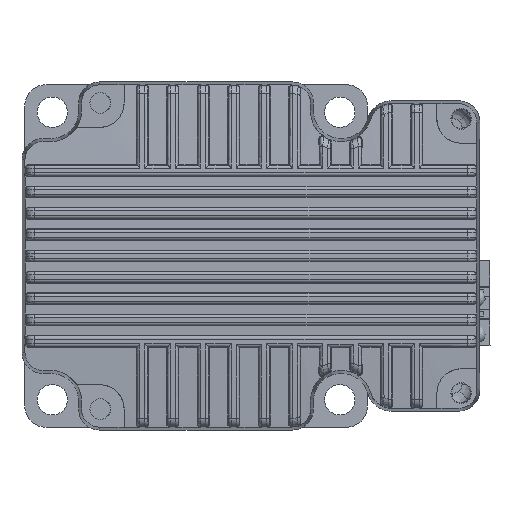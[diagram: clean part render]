
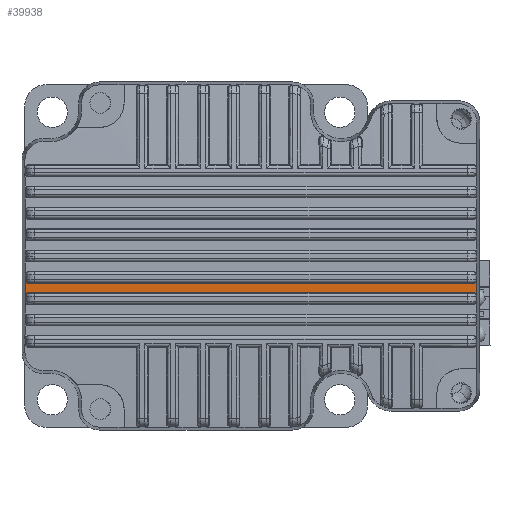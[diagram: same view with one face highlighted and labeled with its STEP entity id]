
A CAD part, front view. The second image highlights one B-rep face of the part: STEP entity #39938.
In plain terms, the highlighted cylindrical face has radius 272.359 mm (diameter 544.717 mm), a partial arc.
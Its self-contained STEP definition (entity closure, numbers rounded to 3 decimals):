
#49 = CARTESIAN_POINT ( 'NONE',  ( 56.886, -108.073, 55.042 ) ) ;
#237 = ORIENTED_EDGE ( 'NONE', *, *, #30963, .T. ) ;
#779 = EDGE_CURVE ( 'NONE', #27605, #19116, #24885, .T. ) ;
#1026 = CARTESIAN_POINT ( 'NONE',  ( 56.886, -108.11, 56.747 ) ) ;
#1080 = VERTEX_POINT ( 'NONE', #39223 ) ;
#1562 = VECTOR ( 'NONE', #31123, 1000. ) ;
#1564 = LINE ( 'NONE', #34268, #10107 ) ;
#2026 = CARTESIAN_POINT ( 'NONE',  ( 56.386, -108.114, 57.1 ) ) ;
#2101 = CARTESIAN_POINT ( 'NONE',  ( -16.711, -108.114, 57.1 ) ) ;
#2183 = CARTESIAN_POINT ( 'NONE',  ( 56.886, -108.076, 55.174 ) ) ;
#2994 = AXIS2_PLACEMENT_3D ( 'NONE', #6830, #3598, #13061 ) ;
#3598 = DIRECTION ( 'NONE',  ( -1., 0., 0. ) ) ;
#4976 = B_SPLINE_CURVE_WITH_KNOTS ( 'NONE', 3,
 ( #12801, #16068, #38680, #19307, #41915, #22610 ),
 .UNSPECIFIED., .F., .F.,
 ( 4, 2, 4 ),
 ( 0., 0., 0.001 ),
 .UNSPECIFIED. ) ;
#5771 = CARTESIAN_POINT ( 'NONE',  ( -16.843, -108.114, 57.1 ) ) ;
#6162 = CARTESIAN_POINT ( 'NONE',  ( -17.211, -108.122, 57.6 ) ) ;
#6830 = CARTESIAN_POINT ( 'NONE',  ( 184.931, 164.208, 61.57 ) ) ;
#9335 = CARTESIAN_POINT ( 'NONE',  ( 56.886, -108.122, 57.6 ) ) ;
#10107 = VECTOR ( 'NONE', #14889, 1000. ) ;
#10418 = B_SPLINE_CURVE_WITH_KNOTS ( 'NONE', 3,
 ( #21400, #34125, #15039, #37646, #18270, #40905 ),
 .UNSPECIFIED., .F., .F.,
 ( 4, 2, 4 ),
 ( 0., 0., 0.001 ),
 .UNSPECIFIED. ) ;
#11916 = CARTESIAN_POINT ( 'NONE',  ( -17.212, -108.073, 55.042 ) ) ;
#12246 = CARTESIAN_POINT ( 'NONE',  ( -17.157, -108.118, 57.339 ) ) ;
#12402 = CARTESIAN_POINT ( 'NONE',  ( -17.211, -108.122, 57.6 ) ) ;
#12801 = CARTESIAN_POINT ( 'NONE',  ( -17.212, -108.073, 55.042 ) ) ;
#13061 = DIRECTION ( 'NONE',  ( 0., 0., 1. ) ) ;
#13994 = CARTESIAN_POINT ( 'NONE',  ( 56.886, -108.122, 57.6 ) ) ;
#14889 = DIRECTION ( 'NONE',  ( -1., 0., 0. ) ) ;
#14957 = CARTESIAN_POINT ( 'NONE',  ( 184.931, -108.084, 55.541 ) ) ;
#15039 = CARTESIAN_POINT ( 'NONE',  ( 56.831, -108.118, 57.339 ) ) ;
#15540 = CARTESIAN_POINT ( 'NONE',  ( -17.211, -108.122, 57.6 ) ) ;
#16068 = CARTESIAN_POINT ( 'NONE',  ( -17.212, -108.076, 55.174 ) ) ;
#16522 = VERTEX_POINT ( 'NONE', #2026 ) ;
#17270 = ORIENTED_EDGE ( 'NONE', *, *, #20880, .T. ) ;
#18257 = CARTESIAN_POINT ( 'NONE',  ( -16.712, -108.084, 55.541 ) ) ;
#18270 = CARTESIAN_POINT ( 'NONE',  ( 56.518, -108.114, 57.1 ) ) ;
#18397 = CARTESIAN_POINT ( 'NONE',  ( 56.648, -108.083, 55.487 ) ) ;
#19116 = VERTEX_POINT ( 'NONE', #49 ) ;
#19307 = CARTESIAN_POINT ( 'NONE',  ( -16.973, -108.083, 55.487 ) ) ;
#19792 = ORIENTED_EDGE ( 'NONE', *, *, #23015, .T. ) ;
#20880 = EDGE_CURVE ( 'NONE', #34736, #1080, #27383, .T. ) ;
#21400 = CARTESIAN_POINT ( 'NONE',  ( 56.886, -108.122, 57.6 ) ) ;
#21674 = CARTESIAN_POINT ( 'NONE',  ( 56.386, -108.084, 55.541 ) ) ;
#22610 = CARTESIAN_POINT ( 'NONE',  ( -16.712, -108.084, 55.541 ) ) ;
#23015 = EDGE_CURVE ( 'NONE', #27605, #16522, #10418, .T. ) ;
#23828 = ORIENTED_EDGE ( 'NONE', *, *, #32322, .F. ) ;
#24226 = ORIENTED_EDGE ( 'NONE', *, *, #779, .F. ) ;
#24836 = CARTESIAN_POINT ( 'NONE',  ( 56.886, -108.073, 55.042 ) ) ;
#24885 =( BOUNDED_CURVE ( )  B_SPLINE_CURVE ( 3, ( #13994, #1026, #39721, #36578 ),
 .UNSPECIFIED., .F., .F. ) 
 B_SPLINE_CURVE_WITH_KNOTS ( ( 4, 4 ),
 ( 0.015, 0.024 ),
 .UNSPECIFIED. ) 
 CURVE ( )  GEOMETRIC_REPRESENTATION_ITEM ( )  RATIONAL_B_SPLINE_CURVE ( ( 1., 1., 1., 1. ) ) 
 REPRESENTATION_ITEM ( '' )  );
#25035 = ORIENTED_EDGE ( 'NONE', *, *, #40188, .F. ) ;
#25416 = VERTEX_POINT ( 'NONE', #11916 ) ;
#25614 = CARTESIAN_POINT ( 'NONE',  ( -17.211, -108.11, 56.747 ) ) ;
#27383 = LINE ( 'NONE', #14957, #1562 ) ;
#27605 = VERTEX_POINT ( 'NONE', #9335 ) ;
#27960 = VERTEX_POINT ( 'NONE', #12402 ) ;
#28442 = CARTESIAN_POINT ( 'NONE',  ( -16.711, -108.114, 57.1 ) ) ;
#30963 = EDGE_CURVE ( 'NONE', #37578, #27960, #39945, .T. ) ;
#31123 = DIRECTION ( 'NONE',  ( 1., 0., 0. ) ) ;
#31689 = CARTESIAN_POINT ( 'NONE',  ( -16.972, -108.115, 57.154 ) ) ;
#32312 = ORIENTED_EDGE ( 'NONE', *, *, #33412, .T. ) ;
#32322 = EDGE_CURVE ( 'NONE', #25416, #27960, #36299, .T. ) ;
#33412 = EDGE_CURVE ( 'NONE', #16522, #37578, #1564, .T. ) ;
#34125 = CARTESIAN_POINT ( 'NONE',  ( 56.886, -108.12, 57.468 ) ) ;
#34268 = CARTESIAN_POINT ( 'NONE',  ( 184.931, -108.114, 57.1 ) ) ;
#34736 = VERTEX_POINT ( 'NONE', #18257 ) ;
#34784 = ORIENTED_EDGE ( 'NONE', *, *, #41488, .T. ) ;
#34893 = CARTESIAN_POINT ( 'NONE',  ( -17.211, -108.12, 57.468 ) ) ;
#35984 = CYLINDRICAL_SURFACE ( 'NONE', #2994, 272.359 ) ;
#36299 =( BOUNDED_CURVE ( )  B_SPLINE_CURVE ( 3, ( #38405, #41641, #25614, #6162 ),
 .UNSPECIFIED., .F., .F. ) 
 B_SPLINE_CURVE_WITH_KNOTS ( ( 4, 4 ),
 ( 3.118, 3.127 ),
 .UNSPECIFIED. ) 
 CURVE ( )  GEOMETRIC_REPRESENTATION_ITEM ( )  RATIONAL_B_SPLINE_CURVE ( ( 1., 1., 1., 1. ) ) 
 REPRESENTATION_ITEM ( '' )  );
#36578 = CARTESIAN_POINT ( 'NONE',  ( 56.886, -108.073, 55.042 ) ) ;
#36985 = FACE_OUTER_BOUND ( 'NONE', #38773, .T. ) ;
#37578 = VERTEX_POINT ( 'NONE', #2101 ) ;
#37646 = CARTESIAN_POINT ( 'NONE',  ( 56.647, -108.115, 57.154 ) ) ;
#37777 = CARTESIAN_POINT ( 'NONE',  ( 56.832, -108.079, 55.303 ) ) ;
#38405 = CARTESIAN_POINT ( 'NONE',  ( -17.212, -108.073, 55.042 ) ) ;
#38680 = CARTESIAN_POINT ( 'NONE',  ( -17.158, -108.079, 55.303 ) ) ;
#38773 = EDGE_LOOP ( 'NONE', ( #23828, #34784, #17270, #25035, #24226, #19792, #32312, #237 ) ) ;
#39223 = CARTESIAN_POINT ( 'NONE',  ( 56.386, -108.084, 55.541 ) ) ;
#39721 = CARTESIAN_POINT ( 'NONE',  ( 56.886, -108.093, 55.894 ) ) ;
#39938 = ADVANCED_FACE ( 'NONE', ( #36985 ), #35984, .T. ) ;
#39941 = B_SPLINE_CURVE_WITH_KNOTS ( 'NONE', 3,
 ( #24836, #2183, #37777, #18397, #41033, #21674 ),
 .UNSPECIFIED., .F., .F.,
 ( 4, 2, 4 ),
 ( 0., 0., 0.001 ),
 .UNSPECIFIED. ) ;
#39945 = B_SPLINE_CURVE_WITH_KNOTS ( 'NONE', 3,
 ( #28442, #5771, #31689, #12246, #34893, #15540 ),
 .UNSPECIFIED., .F., .F.,
 ( 4, 2, 4 ),
 ( 0., 0., 0.001 ),
 .UNSPECIFIED. ) ;
#40188 = EDGE_CURVE ( 'NONE', #19116, #1080, #39941, .T. ) ;
#40905 = CARTESIAN_POINT ( 'NONE',  ( 56.386, -108.114, 57.1 ) ) ;
#41033 = CARTESIAN_POINT ( 'NONE',  ( 56.518, -108.084, 55.541 ) ) ;
#41488 = EDGE_CURVE ( 'NONE', #25416, #34736, #4976, .T. ) ;
#41641 = CARTESIAN_POINT ( 'NONE',  ( -17.211, -108.093, 55.894 ) ) ;
#41915 = CARTESIAN_POINT ( 'NONE',  ( -16.844, -108.084, 55.541 ) ) ;
